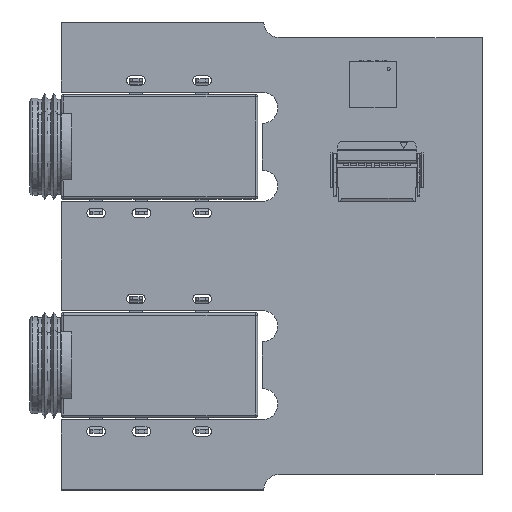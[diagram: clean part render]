
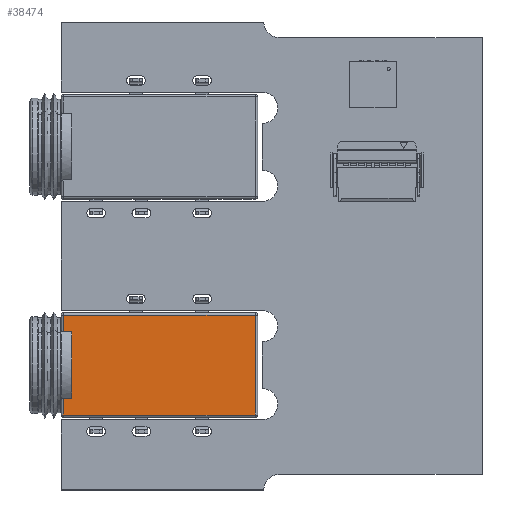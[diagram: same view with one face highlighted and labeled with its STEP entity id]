
A CAD part, top view. The second image highlights one B-rep face of the part: STEP entity #38474.
In plain terms, the highlighted planar face has unit normal (0, 0, 1).
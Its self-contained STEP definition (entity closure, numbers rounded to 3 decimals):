
#38234 = VERTEX_POINT('',#38235);
#38235 = CARTESIAN_POINT('',(3.2,-6.,2.25));
#38258 = EDGE_CURVE('',#38234,#38259,#38261,.T.);
#38259 = VERTEX_POINT('',#38260);
#38260 = CARTESIAN_POINT('',(3.2,6.3,2.25));
#38261 = LINE('',#38262,#38263);
#38262 = CARTESIAN_POINT('',(3.2,-6.,2.25));
#38263 = VECTOR('',#38264,1.);
#38264 = DIRECTION('',(0.,1.,0.));
#38412 = VERTEX_POINT('',#38413);
#38413 = CARTESIAN_POINT('',(-3.2,6.3,2.25));
#38436 = EDGE_CURVE('',#38259,#38412,#38437,.T.);
#38437 = LINE('',#38438,#38439);
#38438 = CARTESIAN_POINT('',(3.2,6.3,2.25));
#38439 = VECTOR('',#38440,1.);
#38440 = DIRECTION('',(-1.,0.,0.));
#38454 = VERTEX_POINT('',#38455);
#38455 = CARTESIAN_POINT('',(2.132,-5.45,2.25));
#38456 = VERTEX_POINT('',#38457);
#38457 = CARTESIAN_POINT('',(-2.132,-5.45,2.25));
#38464 = EDGE_CURVE('',#38456,#38454,#38465,.T.);
#38465 = LINE('',#38466,#38467);
#38466 = CARTESIAN_POINT('',(-2.132,-5.45,2.25));
#38467 = VECTOR('',#38468,1.);
#38468 = DIRECTION('',(1.,0.,0.));
#38474 = ADVANCED_FACE('',(#38475),#38516,.T.);
#38475 = FACE_BOUND('',#38476,.T.);
#38476 = EDGE_LOOP('',(#38477,#38485,#38486,#38487,#38495,#38503,#38509,
    #38510));
#38477 = ORIENTED_EDGE('',*,*,#38478,.T.);
#38478 = EDGE_CURVE('',#38479,#38234,#38481,.T.);
#38479 = VERTEX_POINT('',#38480);
#38480 = CARTESIAN_POINT('',(2.132,-6.,2.25));
#38481 = LINE('',#38482,#38483);
#38482 = CARTESIAN_POINT('',(2.132,-6.,2.25));
#38483 = VECTOR('',#38484,1.);
#38484 = DIRECTION('',(1.,0.,0.));
#38485 = ORIENTED_EDGE('',*,*,#38258,.T.);
#38486 = ORIENTED_EDGE('',*,*,#38436,.T.);
#38487 = ORIENTED_EDGE('',*,*,#38488,.T.);
#38488 = EDGE_CURVE('',#38412,#38489,#38491,.T.);
#38489 = VERTEX_POINT('',#38490);
#38490 = CARTESIAN_POINT('',(-3.2,-6.,2.25));
#38491 = LINE('',#38492,#38493);
#38492 = CARTESIAN_POINT('',(-3.2,6.3,2.25));
#38493 = VECTOR('',#38494,1.);
#38494 = DIRECTION('',(0.,-1.,0.));
#38495 = ORIENTED_EDGE('',*,*,#38496,.T.);
#38496 = EDGE_CURVE('',#38489,#38497,#38499,.T.);
#38497 = VERTEX_POINT('',#38498);
#38498 = CARTESIAN_POINT('',(-2.132,-6.,2.25));
#38499 = LINE('',#38500,#38501);
#38500 = CARTESIAN_POINT('',(-3.2,-6.,2.25));
#38501 = VECTOR('',#38502,1.);
#38502 = DIRECTION('',(1.,0.,0.));
#38503 = ORIENTED_EDGE('',*,*,#38504,.T.);
#38504 = EDGE_CURVE('',#38497,#38456,#38505,.T.);
#38505 = LINE('',#38506,#38507);
#38506 = CARTESIAN_POINT('',(-2.132,-6.,2.25));
#38507 = VECTOR('',#38508,1.);
#38508 = DIRECTION('',(0.,1.,0.));
#38509 = ORIENTED_EDGE('',*,*,#38464,.T.);
#38510 = ORIENTED_EDGE('',*,*,#38511,.T.);
#38511 = EDGE_CURVE('',#38454,#38479,#38512,.T.);
#38512 = LINE('',#38513,#38514);
#38513 = CARTESIAN_POINT('',(2.132,-5.45,2.25));
#38514 = VECTOR('',#38515,1.);
#38515 = DIRECTION('',(0.,-1.,0.));
#38516 = PLANE('',#38517);
#38517 = AXIS2_PLACEMENT_3D('',#38518,#38519,#38520);
#38518 = CARTESIAN_POINT('',(0.,0.15,2.25));
#38519 = DIRECTION('',(0.,0.,1.));
#38520 = DIRECTION('',(1.,0.,-0.));
